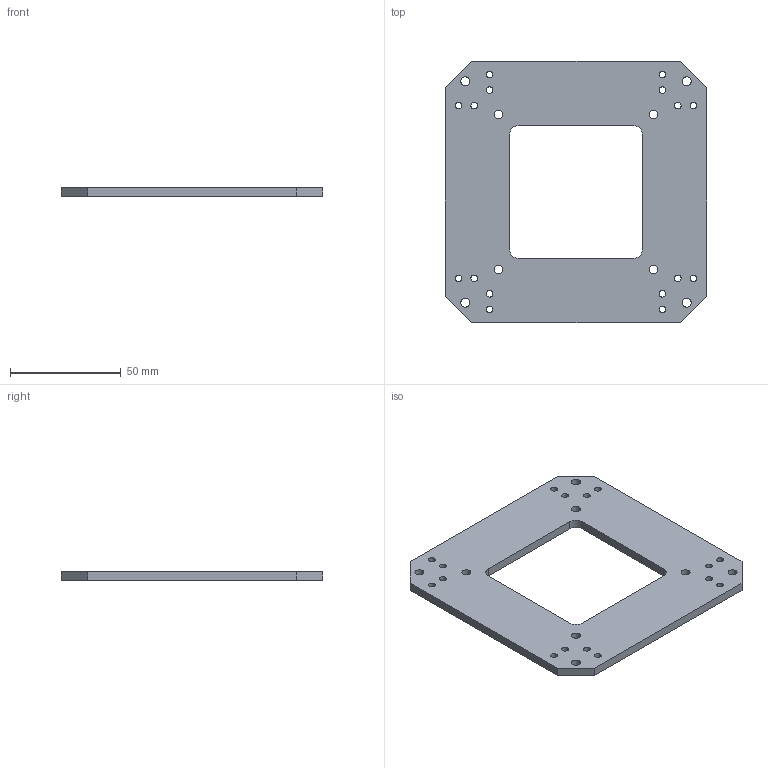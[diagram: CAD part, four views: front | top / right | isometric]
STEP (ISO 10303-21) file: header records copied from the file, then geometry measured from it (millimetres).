
FILE_DESCRIPTION(('CoCreate Modeling STEP Export'),'2;1');
FILE_NAME('BKT-OPB-Q50.stp','2011-01-27T13:42:58',(''),(''),'CoCreate Modeling STEP processor for AP214 (Solid Model)','CoCreate Modeling 16.50A 01-Dec-2009 (C) Parametric Technology GmbH','');
FILE_SCHEMA(('AUTOMOTIVE_DESIGN { 1 0 10303 214 1 1 1 1 }'));
Length unit declared in the file: millimetre
Products named in the file (1): BKT-Q50
Bounding box: 118 x 118 x 4 mm (x, y, z)
Volume: 39344.4 mm3; surface area: 23385.6 mm2
Topology: 1 solids, 1 shells, 66 faces, 192 edges, 128 vertices
Faces by surface type: cylinder 52, plane 14
Entity records: 2002 total; most frequent: ORIENTED_EDGE 384, CARTESIAN_POINT 315, DIRECTION 286, EDGE_CURVE 192, VERTEX_POINT 128, EDGE_LOOP 116, AXIS2_PLACEMENT_3D 99, VECTOR 88
